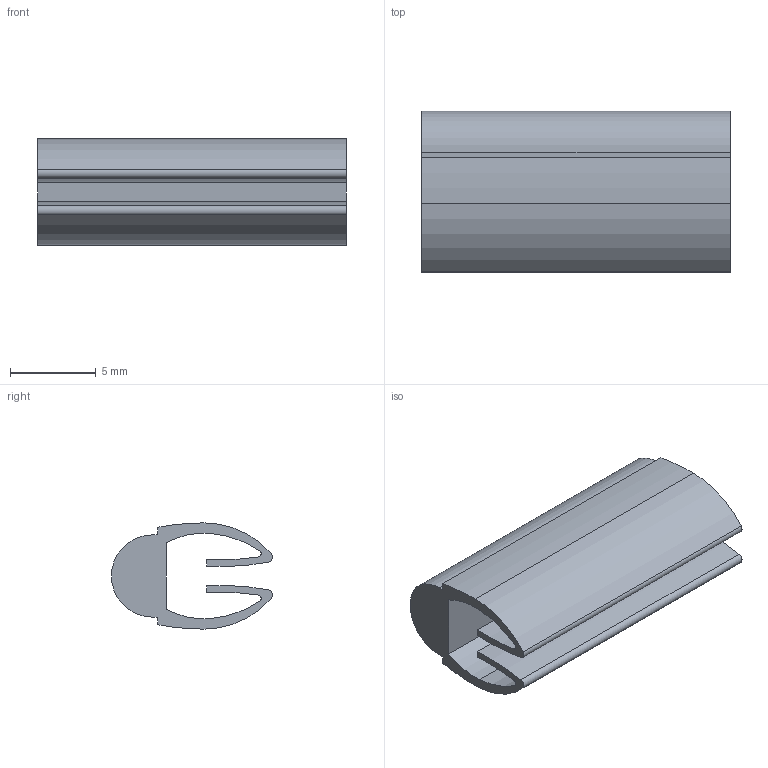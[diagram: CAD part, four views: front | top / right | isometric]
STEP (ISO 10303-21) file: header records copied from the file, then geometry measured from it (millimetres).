
FILE_DESCRIPTION(('SolidDesigner STEP Export'),'2;1');
FILE_NAME('0823753_PATO_2_18-select.stp','2015-07-09T12:38:03',(''),(''),'Creo Elements/Direct Modeling STEP processor for AP214 (Solid Model)','Creo Elements/Direct Modeling 18.1B 29-Sep-2012 (C) Parametric Technology GmbH','');
FILE_SCHEMA(('AUTOMOTIVE_DESIGN { 1 0 10303 214 1 1 1 1 }'));
Length unit declared in the file: millimetre
Products named in the file (2): 0823753_PATO_2_18-select
Assembly tree (1 placements, depth 2):
  0823753_PATO_2_18-select
    0823753_PATO_2_18-select
Bounding box: 18 x 9.4 x 6.2 mm (x, y, z)
Volume: 431.5 mm3; surface area: 1038.1 mm2
Topology: 1 solids, 1 shells, 26 faces, 72 edges, 48 vertices
Faces by surface type: cylinder 19, plane 7
Entity records: 1107 total; most frequent: DIRECTION 166, CARTESIAN_POINT 148, ORIENTED_EDGE 144, EDGE_CURVE 72, AXIS2_PLACEMENT_3D 66, VERTEX_POINT 48, CIRCLE 38, VECTOR 34
